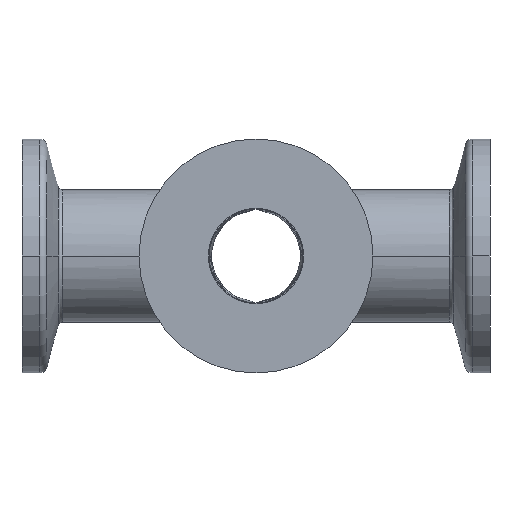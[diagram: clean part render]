
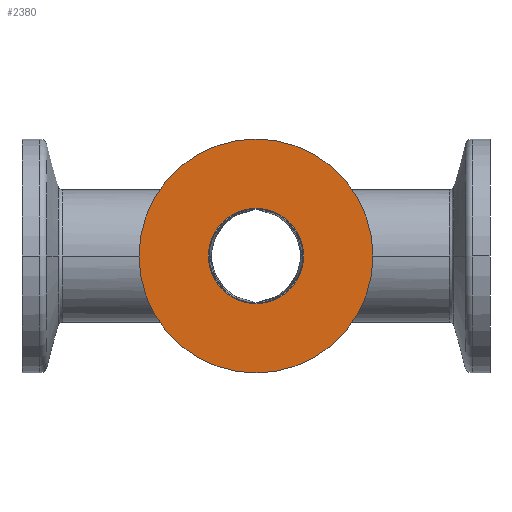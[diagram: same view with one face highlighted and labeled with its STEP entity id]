
A CAD part, left-side view. The second image highlights one B-rep face of the part: STEP entity #2380.
In plain terms, the highlighted planar face has unit normal (-1, 0, 0).
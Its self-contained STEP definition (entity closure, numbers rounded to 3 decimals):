
#388=CARTESIAN_POINT('',(-30.0,-6.1,0.0));
#389=VERTEX_POINT('',#388);
#405=CARTESIAN_POINT('',(-30.0,6.1,0.));
#406=VERTEX_POINT('',#405);
#413=CARTESIAN_POINT('',(-30.0,0.,0.0));
#414=DIRECTION('',(-1.0,0.0,0.0));
#415=DIRECTION('',(0.0,-1.0,0.0));
#416=AXIS2_PLACEMENT_3D('',#413,#414,#415);
#417=CIRCLE('',#416,6.1);
#418=EDGE_CURVE('',#406,#389,#417,.T.);
#625=CARTESIAN_POINT('',(-30.,-15.,0.0));
#626=VERTEX_POINT('',#625);
#651=CARTESIAN_POINT('',(-30.,15.,0.));
#652=VERTEX_POINT('',#651);
#659=CARTESIAN_POINT('',(-30.,0.,0.0));
#660=DIRECTION('',(-1.0,0.0,0.0));
#661=DIRECTION('',(0.0,-1.0,0.0));
#662=AXIS2_PLACEMENT_3D('',#659,#660,#661);
#663=CIRCLE('',#662,15.0);
#664=EDGE_CURVE('',#626,#652,#663,.T.);
#2237=CARTESIAN_POINT('',(-30.,0.,0.0));
#2238=DIRECTION('',(-1.0,0.0,0.0));
#2239=DIRECTION('',(0.0,-1.0,0.0));
#2240=AXIS2_PLACEMENT_3D('',#2237,#2238,#2239);
#2241=CIRCLE('',#2240,15.0);
#2242=EDGE_CURVE('',#652,#626,#2241,.T.);
#2361=CARTESIAN_POINT('',(-30.0,-10.55,0.0));
#2362=DIRECTION('',(-1.0,0.0,0.0));
#2363=DIRECTION('',(0.0,0.0,-1.0));
#2364=AXIS2_PLACEMENT_3D('',#2361,#2362,#2363);
#2365=PLANE('',#2364);
#2366=ORIENTED_EDGE('',*,*,#664,.T.);
#2367=ORIENTED_EDGE('',*,*,#2242,.T.);
#2368=EDGE_LOOP('',(#2366,#2367));
#2369=FACE_OUTER_BOUND('',#2368,.T.);
#2370=CARTESIAN_POINT('',(-30.0,0.,0.0));
#2371=DIRECTION('',(-1.0,0.0,0.0));
#2372=DIRECTION('',(0.0,-1.0,0.0));
#2373=AXIS2_PLACEMENT_3D('',#2370,#2371,#2372);
#2374=CIRCLE('',#2373,6.1);
#2375=EDGE_CURVE('',#389,#406,#2374,.T.);
#2376=ORIENTED_EDGE('',*,*,#2375,.F.);
#2377=ORIENTED_EDGE('',*,*,#418,.F.);
#2378=EDGE_LOOP('',(#2376,#2377));
#2379=FACE_BOUND('',#2378,.T.);
#2380=ADVANCED_FACE('',(#2369,#2379),#2365,.T.);
